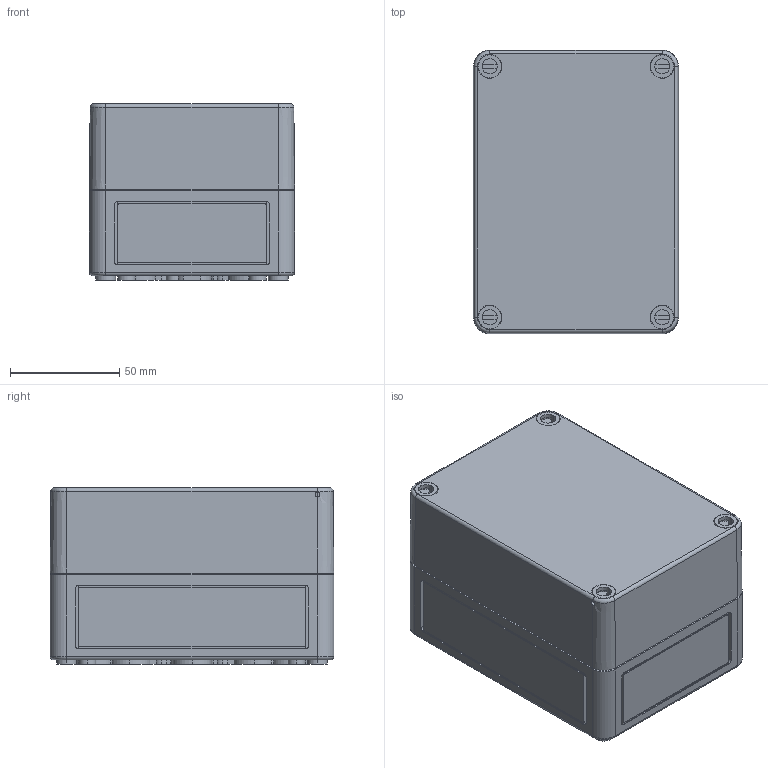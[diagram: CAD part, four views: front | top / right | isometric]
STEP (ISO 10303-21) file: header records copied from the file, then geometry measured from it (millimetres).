
FILE_DESCRIPTION (( 'STEP AP203' ), '1' );
FILE_NAME ('60091322.step', '2014-12-03T15:00:14', ( 'Windows-Benutzer' ), ( '' ), 'SwSTEP 2.0', 'SolidWorks 2014', '' );
FILE_SCHEMA (( 'CONFIG_CONTROL_DESIGN' ));
Length unit declared in the file: millimetre
Products named in the file (4): Kasten_TK1309-o60091322; Deckel_TK1309-8-t60091322; Schraube_TK58mm-schwarz60091322; 60091322
Assembly tree (6 placements, depth 2):
  60091322
    Kasten_TK1309-o60091322
    Deckel_TK1309-8-t60091322
    Schraube_TK58mm-schwarz60091322  x4
Bounding box: 94 x 130 x 80.7 mm (x, y, z)
Volume: 203219.5 mm3; surface area: 147513.7 mm2
Topology: 6 solids, 6 shells, 980 faces, 2528 edges, 1656 vertices
Faces by surface type: plane 550, cylinder 350, cone 64, torus 16
Entity records: 23484 total; most frequent: DIRECTION 4172, CARTESIAN_POINT 4084, ORIENTED_EDGE 3856, EDGE_CURVE 1928, AXIS2_PLACEMENT_3D 1520, VERTEX_POINT 1260, LINE 1132, VECTOR 1132
